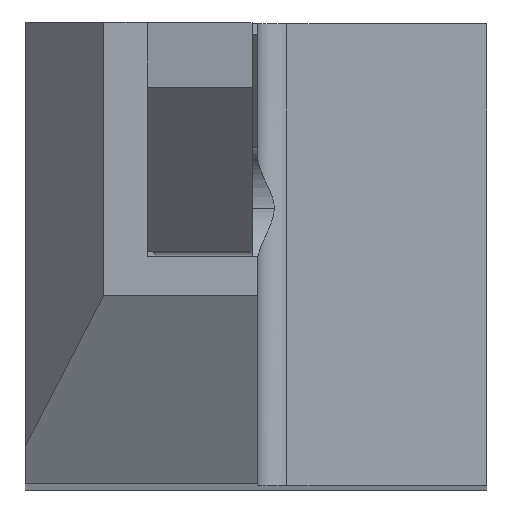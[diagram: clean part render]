
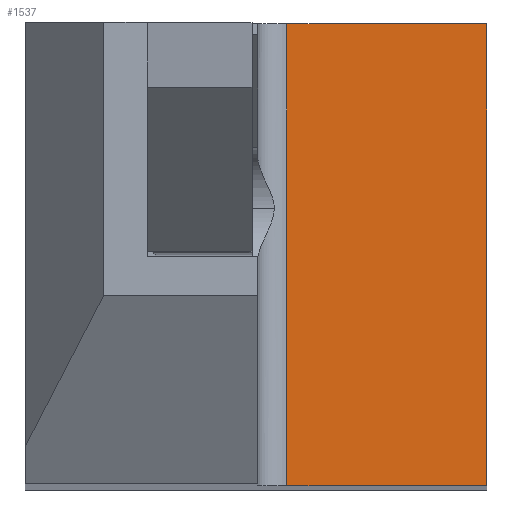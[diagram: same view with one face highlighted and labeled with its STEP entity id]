
A CAD part, top view. The second image highlights one B-rep face of the part: STEP entity #1537.
In plain terms, the highlighted planar face has unit normal (0, 0, 1).
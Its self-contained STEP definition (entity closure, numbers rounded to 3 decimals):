
#104 = DIRECTION ( 'NONE',  ( 0., 1., 0. ) ) ;
#167 = VERTEX_POINT ( 'NONE', #1624 ) ;
#249 = CARTESIAN_POINT ( 'NONE',  ( 15.875, 15.875, -37. ) ) ;
#394 = VERTEX_POINT ( 'NONE', #1315 ) ;
#555 = VERTEX_POINT ( 'NONE', #818 ) ;
#818 = CARTESIAN_POINT ( 'NONE',  ( 15.875, 0., -37. ) ) ;
#837 = CARTESIAN_POINT ( 'NONE',  ( 9., 0., -37. ) ) ;
#857 = EDGE_LOOP ( 'NONE', ( #3441, #3662, #3660, #2704 ) ) ;
#1284 = DIRECTION ( 'NONE',  ( 1., 0., 0. ) ) ;
#1305 = CARTESIAN_POINT ( 'NONE',  ( -32.262, 15.875, -37. ) ) ;
#1315 = CARTESIAN_POINT ( 'NONE',  ( 15.875, 15.875, -37. ) ) ;
#1410 = DIRECTION ( 'NONE',  ( 1., 0., 0. ) ) ;
#1537 = ADVANCED_FACE ( 'NONE', ( #2954 ), #3531, .F. ) ;
#1623 = CARTESIAN_POINT ( 'NONE',  ( 9., 0., -37. ) ) ;
#1624 = CARTESIAN_POINT ( 'NONE',  ( 9., 15.875, -37. ) ) ;
#1835 = CARTESIAN_POINT ( 'NONE',  ( -32.262, 0., -37. ) ) ;
#2419 = AXIS2_PLACEMENT_3D ( 'NONE', #3547, #3518, #3505 ) ;
#2687 = VECTOR ( 'NONE', #1410, 1000. ) ;
#2704 = ORIENTED_EDGE ( 'NONE', *, *, #3263, .T. ) ;
#2787 = LINE ( 'NONE', #1305, #2687 ) ;
#2928 = VERTEX_POINT ( 'NONE', #837 ) ;
#2954 = FACE_OUTER_BOUND ( 'NONE', #857, .T. ) ;
#3009 = VECTOR ( 'NONE', #3596, 1000. ) ;
#3134 = VECTOR ( 'NONE', #1284, 1000. ) ;
#3137 = LINE ( 'NONE', #1835, #3134 ) ;
#3179 = LINE ( 'NONE', #1623, #3009 ) ;
#3263 = EDGE_CURVE ( 'NONE', #555, #394, #3355, .T. ) ;
#3288 = EDGE_CURVE ( 'NONE', #2928, #555, #3137, .T. ) ;
#3304 = VECTOR ( 'NONE', #104, 1000. ) ;
#3310 = EDGE_CURVE ( 'NONE', #167, #2928, #3179, .T. ) ;
#3355 = LINE ( 'NONE', #249, #3304 ) ;
#3357 = EDGE_CURVE ( 'NONE', #167, #394, #2787, .T. ) ;
#3441 = ORIENTED_EDGE ( 'NONE', *, *, #3357, .F. ) ;
#3505 = DIRECTION ( 'NONE',  ( 0., 1., 0. ) ) ;
#3518 = DIRECTION ( 'NONE',  ( 0., 0., -1. ) ) ;
#3531 = PLANE ( 'NONE',  #2419 ) ;
#3547 = CARTESIAN_POINT ( 'NONE',  ( -32.262, 15.875, -37. ) ) ;
#3596 = DIRECTION ( 'NONE',  ( 0., -1., 0. ) ) ;
#3660 = ORIENTED_EDGE ( 'NONE', *, *, #3288, .T. ) ;
#3662 = ORIENTED_EDGE ( 'NONE', *, *, #3310, .T. ) ;
